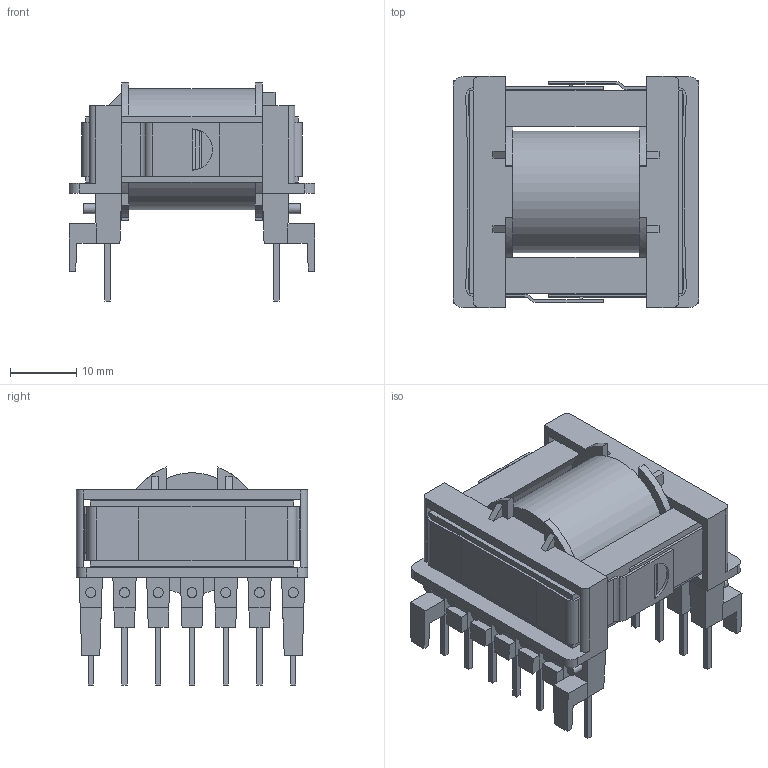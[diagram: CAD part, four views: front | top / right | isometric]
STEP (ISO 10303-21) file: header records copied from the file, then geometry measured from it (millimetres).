
FILE_DESCRIPTION(/* description */ ('Unknown'),/* implementation_level */ '2;1');
FILE_NAME(/* name */ 'T_Wurth_WE-FLEX+-ETD29',/* time_stamp */ '2025-09-15T17:20:12+08:00',/* author */ ('Unknown'),/* organization */ ('Unknown'),/* preprocessor_version */ 'ST-DEVELOPER v19.4',/* originating_system */ 'Solid Edge',/* authorisation */ 'Unknown');
FILE_SCHEMA (('AUTOMOTIVE_DESIGN {1 0 10303 214 3 1 1}'));
Length unit declared in the file: millimetre
Products named in the file (2): T_Wurth_WE-FLEX+-ETD29
Assembly tree (1 placements, depth 2):
  T_Wurth_WE-FLEX+-ETD29
    T_Wurth_WE-FLEX+-ETD29
Bounding box: 37 x 34.8 x 32.82 mm (x, y, z)
Volume: 14399.4 mm3; surface area: 13182.2 mm2
Topology: 2 solids, 2 shells, 433 faces, 1137 edges, 716 vertices
Faces by surface type: plane 343, cylinder 78, bspline 12
Full cylindrical faces by diameter (mm): 1.5 x14, 9.8 x2, 10.2 x1, 18.305 x1
Entity records: 15738 total; most frequent: CARTESIAN_POINT 3044, ORIENTED_EDGE 2206, DIRECTION 1969, EDGE_CURVE 1103, LINE 819, VECTOR 819, VERTEX_POINT 700, AXIS2_PLACEMENT_3D 575
